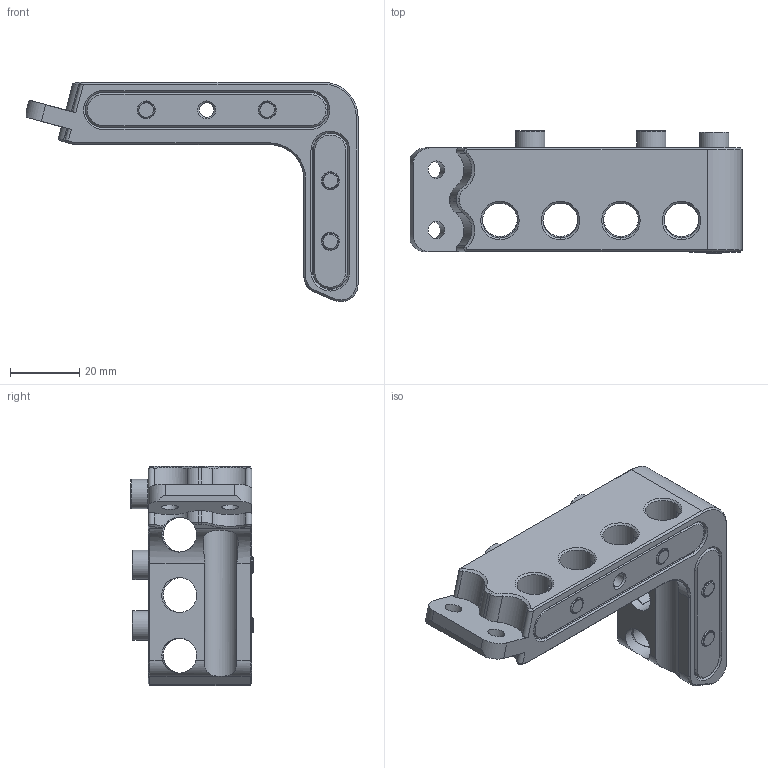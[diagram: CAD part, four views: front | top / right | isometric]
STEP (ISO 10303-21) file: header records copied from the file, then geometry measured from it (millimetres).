
FILE_DESCRIPTION(('STEP AP242'), '1');
FILE_NAME('栖闉罻', '2025-04-04T15:35:25', (''), (''), 'C3D Converter', 'C3D Toolkit', '');
FILE_SCHEMA(('AP242_MANAGED_MODEL_BASED_3D_ENGINEERING_MIM_LF { 1 0 10303 442 1 1 4 }'));
Length unit declared in the file: millimetre
Assembly tree (9 placements, depth 2):
  (unnamed)
    (unnamed)
    (unnamed)
    (unnamed)
    (unnamed)
    (unnamed)
    (unnamed)  x4
Bounding box: 96 x 35.4 x 63.44 mm (x, y, z)
Volume: 52855.5 mm3; surface area: 31856.2 mm2
Topology: 9 solids, 9 shells, 624 faces, 1597 edges, 1002 vertices
Faces by surface type: cylinder 340, plane 177, cone 84, bspline 15, torus 8
Full cylindrical faces by diameter (mm): 4.2 x5, 5 x16, 7 x10, 8.5 x4, 10.1 x7
Entity records: 29987 total; most frequent: CARTESIAN_POINT 21827, ORIENTED_EDGE 1598, DIRECTION 1497, EDGE_CURVE 799, AXIS2_PLACEMENT_3D 568, VERTEX_POINT 530, EDGE_LOOP 457, LINE 361
